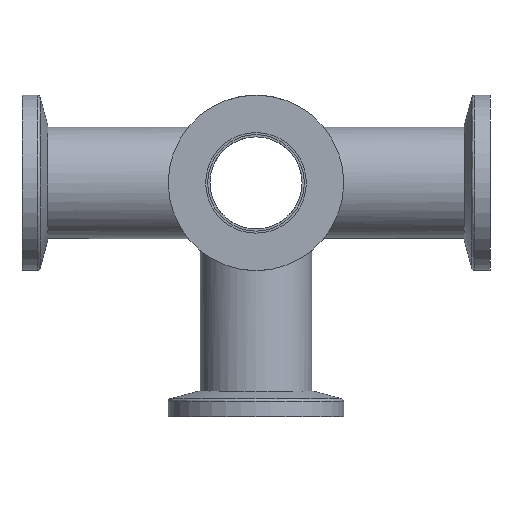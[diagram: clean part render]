
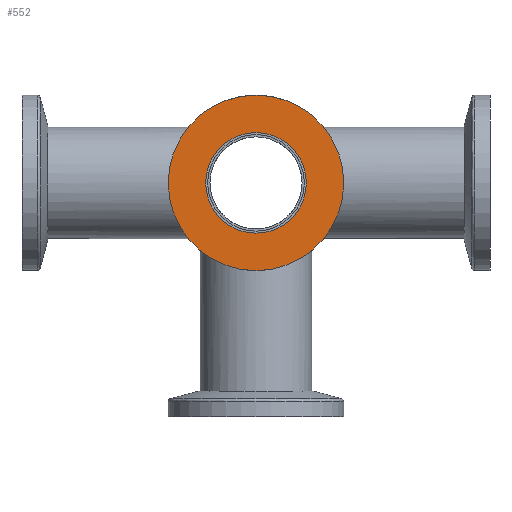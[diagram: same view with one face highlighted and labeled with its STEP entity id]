
A CAD part, left-side view. The second image highlights one B-rep face of the part: STEP entity #552.
In plain terms, the highlighted face is planar.
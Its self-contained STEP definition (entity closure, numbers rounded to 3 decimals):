
#226 = DIRECTION ( 'NONE',  ( 0., 0., 1. ) ) ;
#532 = DIRECTION ( 'NONE',  ( 0., 0., -1. ) ) ;
#552 = ADVANCED_FACE ( 'NONE', ( #696, #2078 ), #3547, .T. ) ;
#627 = CARTESIAN_POINT ( 'NONE',  ( 0., 3., 0. ) ) ;
#696 = FACE_BOUND ( 'NONE', #1072, .T. ) ;
#901 = DIRECTION ( 'NONE',  ( 0., -1., 0. ) ) ;
#968 = DIRECTION ( 'NONE',  ( 0., 1., 0. ) ) ;
#1072 = EDGE_LOOP ( 'NONE', ( #3984 ) ) ;
#1077 = ORIENTED_EDGE ( 'NONE', *, *, #3813, .T. ) ;
#1430 = AXIS2_PLACEMENT_3D ( 'NONE', #627, #968, #226 ) ;
#1598 = AXIS2_PLACEMENT_3D ( 'NONE', #3126, #901, #532 ) ;
#1777 = AXIS2_PLACEMENT_3D ( 'NONE', #1817, #4033, #2989 ) ;
#1817 = CARTESIAN_POINT ( 'NONE',  ( 0., 3., 0. ) ) ;
#1822 = CARTESIAN_POINT ( 'NONE',  ( 0., 3., -8.6 ) ) ;
#2078 = FACE_OUTER_BOUND ( 'NONE', #2205, .T. ) ;
#2205 = EDGE_LOOP ( 'NONE', ( #1077 ) ) ;
#2455 = VERTEX_POINT ( 'NONE', #4769 ) ;
#2686 = CIRCLE ( 'NONE', #1598, 8.6 ) ;
#2788 = EDGE_CURVE ( 'NONE', #3897, #3897, #2686, .T. ) ;
#2989 = DIRECTION ( 'NONE',  ( 0., 0., 1. ) ) ;
#3126 = CARTESIAN_POINT ( 'NONE',  ( 0., 3., 0. ) ) ;
#3547 = PLANE ( 'NONE',  #1430 ) ;
#3726 = CIRCLE ( 'NONE', #1777, 15. ) ;
#3813 = EDGE_CURVE ( 'NONE', #2455, #2455, #3726, .T. ) ;
#3897 = VERTEX_POINT ( 'NONE', #1822 ) ;
#3984 = ORIENTED_EDGE ( 'NONE', *, *, #2788, .T. ) ;
#4033 = DIRECTION ( 'NONE',  ( 0., 1., 0. ) ) ;
#4769 = CARTESIAN_POINT ( 'NONE',  ( 0., 3., 15. ) ) ;
